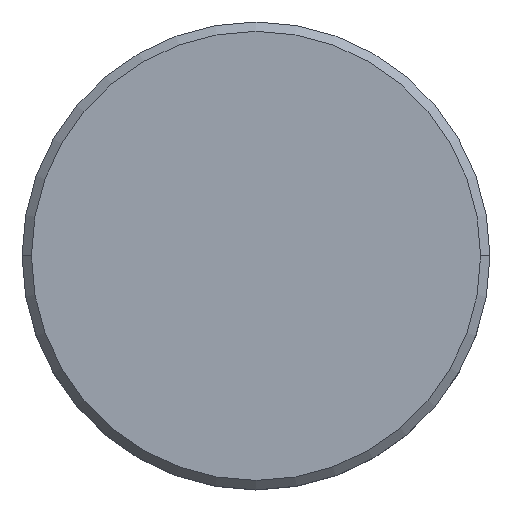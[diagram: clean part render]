
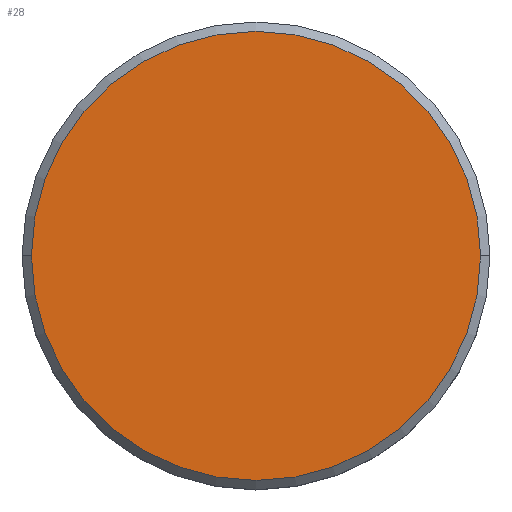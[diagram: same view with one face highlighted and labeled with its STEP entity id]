
A CAD part, top view. The second image highlights one B-rep face of the part: STEP entity #28.
In plain terms, the highlighted planar face has unit normal (0, 0, 1).
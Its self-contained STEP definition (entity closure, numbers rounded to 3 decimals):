
#13 = CARTESIAN_POINT ( 'NONE',  ( 0., 0., 0. ) ) ;
#21 = ORIENTED_EDGE ( 'NONE', *, *, #80, .T. ) ;
#28 = ADVANCED_FACE ( 'NONE', ( #662 ), #850, .T. ) ;
#62 = CARTESIAN_POINT ( 'NONE',  ( 12., 0., 0. ) ) ;
#80 = EDGE_CURVE ( 'NONE', #538, #557, #622, .T. ) ;
#131 = CARTESIAN_POINT ( 'NONE',  ( 0., 0., 0. ) ) ;
#184 = EDGE_CURVE ( 'NONE', #557, #538, #1177, .T. ) ;
#265 = AXIS2_PLACEMENT_3D ( 'NONE', #131, #770, #863 ) ;
#290 = EDGE_LOOP ( 'NONE', ( #21, #412 ) ) ;
#398 = DIRECTION ( 'NONE',  ( 1., 0., 0. ) ) ;
#410 = CARTESIAN_POINT ( 'NONE',  ( -12., 0., 0. ) ) ;
#412 = ORIENTED_EDGE ( 'NONE', *, *, #184, .T. ) ;
#431 = DIRECTION ( 'NONE',  ( 1., 0., 0. ) ) ;
#538 = VERTEX_POINT ( 'NONE', #410 ) ;
#549 = AXIS2_PLACEMENT_3D ( 'NONE', #1045, #1057, #431 ) ;
#557 = VERTEX_POINT ( 'NONE', #62 ) ;
#622 = CIRCLE ( 'NONE', #549, 12. ) ;
#662 = FACE_OUTER_BOUND ( 'NONE', #290, .T. ) ;
#770 = DIRECTION ( 'NONE',  ( 0., 0., 1. ) ) ;
#850 = PLANE ( 'NONE',  #1044 ) ;
#863 = DIRECTION ( 'NONE',  ( 1., 0., 0. ) ) ;
#1029 = DIRECTION ( 'NONE',  ( 0., 0., 1. ) ) ;
#1044 = AXIS2_PLACEMENT_3D ( 'NONE', #13, #1029, #398 ) ;
#1045 = CARTESIAN_POINT ( 'NONE',  ( 0., 0., 0. ) ) ;
#1057 = DIRECTION ( 'NONE',  ( 0., 0., 1. ) ) ;
#1177 = CIRCLE ( 'NONE', #265, 12. ) ;
